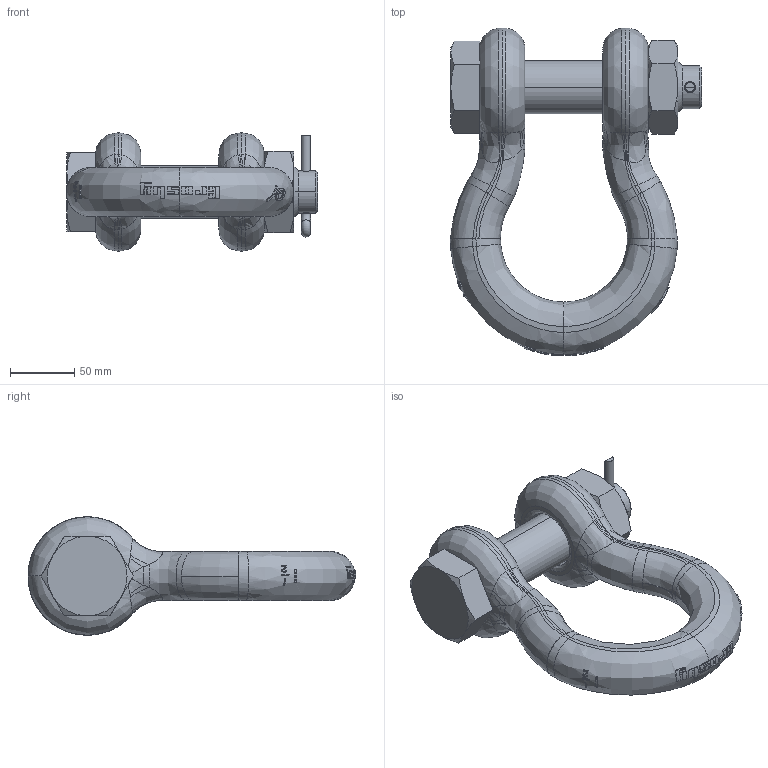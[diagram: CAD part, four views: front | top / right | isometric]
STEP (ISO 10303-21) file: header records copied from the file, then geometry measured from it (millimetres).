
FILE_DESCRIPTION((''),'2;1');
FILE_NAME('CROSBY_2130_150','2003-09-10T',('adoughty'),('The Crosby Group, Inc.'),'PRO/ENGINEER BY PARAMETRIC TECHNOLOGY CORPORATION, 2001150','PRO/ENGINEER BY PARAMETRIC TECHNOLOGY CORPORATION, 2001150','');
FILE_SCHEMA(('CONFIG_CONTROL_DESIGN'));
Length unit declared in the file: inch
Products named in the file (1): CROSBY_2130_150
Bounding box: 195.07 x 254.73 x 91.94 mm (x, y, z)
Volume: 1084771.4 mm3; surface area: 131431.7 mm2
Topology: 2 solids, 2 shells, 313 faces, 760 edges, 469 vertices
Faces by surface type: bspline 179, plane 97, cylinder 18, cone 14, torus 5
Entity records: 18173 total; most frequent: CARTESIAN_POINT 12476, ORIENTED_EDGE 1520, EDGE_CURVE 760, B_SPLINE_CURVE_WITH_KNOTS 561, DIRECTION 509, VERTEX_POINT 469, EDGE_LOOP 335, FACE_OUTER_BOUND 313
